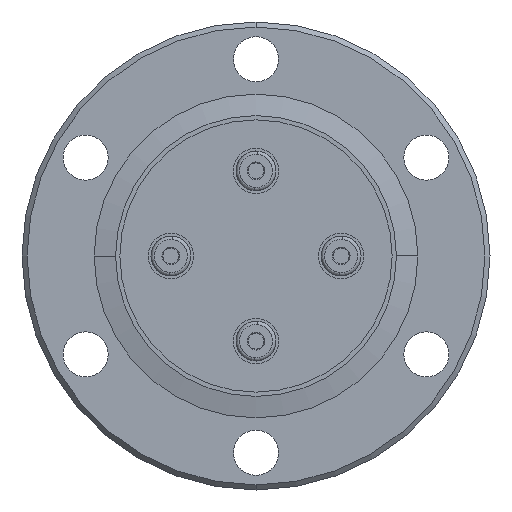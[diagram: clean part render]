
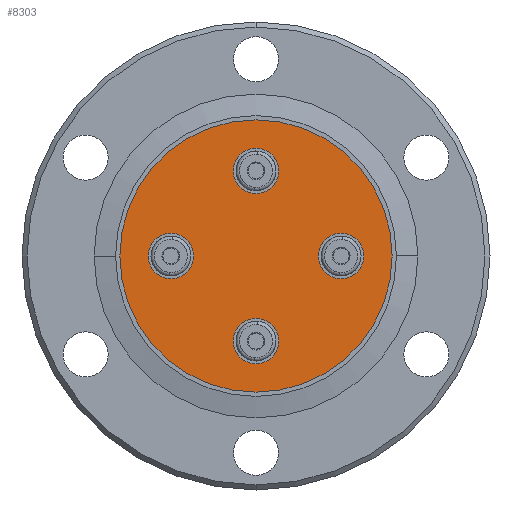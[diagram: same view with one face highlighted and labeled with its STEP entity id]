
A CAD part, front view. The second image highlights one B-rep face of the part: STEP entity #8303.
In plain terms, the highlighted planar face has unit normal (0, -1, 0).
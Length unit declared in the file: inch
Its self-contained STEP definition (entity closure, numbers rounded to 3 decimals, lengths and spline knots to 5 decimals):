
#86 = ORIENTED_EDGE ( 'NONE', *, *, #1141, .T. ) ;
#153 = EDGE_CURVE ( 'NONE', #3691, #8006, #2667, .T. ) ;
#185 = AXIS2_PLACEMENT_3D ( 'NONE', #2511, #8690, #4586 ) ;
#273 = CARTESIAN_POINT ( 'NONE',  ( 0., 1.01312, 0. ) ) ;
#336 = VERTEX_POINT ( 'NONE', #4748 ) ;
#398 = CARTESIAN_POINT ( 'NONE',  ( -0.5, 1.01312, 0. ) ) ;
#453 = DIRECTION ( 'NONE',  ( 0., 1., 0. ) ) ;
#480 = ORIENTED_EDGE ( 'NONE', *, *, #6917, .T. ) ;
#500 = DIRECTION ( 'NONE',  ( 0., 1., 0. ) ) ;
#515 = CIRCLE ( 'NONE', #3334, 0.1335 ) ;
#555 = CARTESIAN_POINT ( 'NONE',  ( 0., 1.01312, -0.5 ) ) ;
#576 = CARTESIAN_POINT ( 'NONE',  ( 0., 1.01312, -0.6335 ) ) ;
#685 = ORIENTED_EDGE ( 'NONE', *, *, #967, .T. ) ;
#694 = CARTESIAN_POINT ( 'NONE',  ( 0., 1.01312, 0.6335 ) ) ;
#741 = VERTEX_POINT ( 'NONE', #576 ) ;
#967 = EDGE_CURVE ( 'NONE', #7336, #4328, #5751, .T. ) ;
#975 = DIRECTION ( 'NONE',  ( 0., 0., -1. ) ) ;
#1098 = AXIS2_PLACEMENT_3D ( 'NONE', #6366, #2257, #7055 ) ;
#1107 = DIRECTION ( 'NONE',  ( 0., 0., -1. ) ) ;
#1141 = EDGE_CURVE ( 'NONE', #8594, #6868, #2653, .T. ) ;
#1249 = DIRECTION ( 'NONE',  ( 0., 0., -1. ) ) ;
#1421 = CARTESIAN_POINT ( 'NONE',  ( 0.5, 1.01312, -0.1335 ) ) ;
#1444 = ORIENTED_EDGE ( 'NONE', *, *, #5598, .T. ) ;
#1519 = CIRCLE ( 'NONE', #4998, 0.1335 ) ;
#1610 = EDGE_CURVE ( 'NONE', #4328, #7336, #6723, .T. ) ;
#2241 = AXIS2_PLACEMENT_3D ( 'NONE', #4587, #453, #5260 ) ;
#2257 = DIRECTION ( 'NONE',  ( 0., -1., 0. ) ) ;
#2308 = EDGE_LOOP ( 'NONE', ( #685, #6469 ) ) ;
#2356 = EDGE_CURVE ( 'NONE', #6868, #8594, #7568, .T. ) ;
#2360 = FACE_OUTER_BOUND ( 'NONE', #2308, .T. ) ;
#2409 = CARTESIAN_POINT ( 'NONE',  ( 0., 1.01312, 0.5 ) ) ;
#2471 = CARTESIAN_POINT ( 'NONE',  ( 0., 1.01312, -0.5 ) ) ;
#2511 = CARTESIAN_POINT ( 'NONE',  ( 0., 1.01312, 0. ) ) ;
#2653 = CIRCLE ( 'NONE', #8014, 0.1335 ) ;
#2667 = CIRCLE ( 'NONE', #7025, 0.1335 ) ;
#2848 = EDGE_CURVE ( 'NONE', #741, #336, #8208, .T. ) ;
#3097 = CARTESIAN_POINT ( 'NONE',  ( -0.5, 1.01312, 0. ) ) ;
#3101 = DIRECTION ( 'NONE',  ( 0., 0., -1. ) ) ;
#3171 = DIRECTION ( 'NONE',  ( 0., 0., -1. ) ) ;
#3201 = PLANE ( 'NONE',  #185 ) ;
#3334 = AXIS2_PLACEMENT_3D ( 'NONE', #3823, #8612, #4497 ) ;
#3691 = VERTEX_POINT ( 'NONE', #694 ) ;
#3725 = CARTESIAN_POINT ( 'NONE',  ( 0., 1.01312, -0.8 ) ) ;
#3785 = DIRECTION ( 'NONE',  ( 0., 0., -1. ) ) ;
#3823 = CARTESIAN_POINT ( 'NONE',  ( 0., 1.01312, 0.5 ) ) ;
#3842 = CARTESIAN_POINT ( 'NONE',  ( -0.5, 1.01312, 0.1335 ) ) ;
#3986 = FACE_BOUND ( 'NONE', #6066, .T. ) ;
#4123 = EDGE_LOOP ( 'NONE', ( #5711, #6863 ) ) ;
#4138 = CARTESIAN_POINT ( 'NONE',  ( 0.5, 1.01312, 0.1335 ) ) ;
#4328 = VERTEX_POINT ( 'NONE', #5636 ) ;
#4336 = EDGE_LOOP ( 'NONE', ( #1444, #7878 ) ) ;
#4396 = FACE_BOUND ( 'NONE', #6480, .T. ) ;
#4497 = DIRECTION ( 'NONE',  ( 0., 0., -1. ) ) ;
#4514 = CIRCLE ( 'NONE', #5993, 0.1335 ) ;
#4586 = DIRECTION ( 'NONE',  ( 0., 0., -1. ) ) ;
#4587 = CARTESIAN_POINT ( 'NONE',  ( 0.5, 1.01312, 0. ) ) ;
#4716 = CARTESIAN_POINT ( 'NONE',  ( 0.5, 1.01312, 0. ) ) ;
#4748 = CARTESIAN_POINT ( 'NONE',  ( 0., 1.01312, -0.3665 ) ) ;
#4882 = VERTEX_POINT ( 'NONE', #1421 ) ;
#4998 = AXIS2_PLACEMENT_3D ( 'NONE', #4716, #500, #5310 ) ;
#5097 = DIRECTION ( 'NONE',  ( 0., -1., 0. ) ) ;
#5189 = AXIS2_PLACEMENT_3D ( 'NONE', #273, #5097, #975 ) ;
#5221 = DIRECTION ( 'NONE',  ( 0., 1., 0. ) ) ;
#5260 = DIRECTION ( 'NONE',  ( 0., 0., -1. ) ) ;
#5285 = VERTEX_POINT ( 'NONE', #4138 ) ;
#5310 = DIRECTION ( 'NONE',  ( 0., 0., -1. ) ) ;
#5355 = DIRECTION ( 'NONE',  ( 0., 1., 0. ) ) ;
#5598 = EDGE_CURVE ( 'NONE', #8006, #3691, #515, .T. ) ;
#5636 = CARTESIAN_POINT ( 'NONE',  ( 0., 1.01312, 0.8 ) ) ;
#5711 = ORIENTED_EDGE ( 'NONE', *, *, #2848, .T. ) ;
#5751 = CIRCLE ( 'NONE', #1098, 0.8 ) ;
#5787 = FACE_BOUND ( 'NONE', #4123, .T. ) ;
#5884 = AXIS2_PLACEMENT_3D ( 'NONE', #3097, #7889, #3785 ) ;
#5993 = AXIS2_PLACEMENT_3D ( 'NONE', #2471, #7272, #3171 ) ;
#6066 = EDGE_LOOP ( 'NONE', ( #86, #6291 ) ) ;
#6291 = ORIENTED_EDGE ( 'NONE', *, *, #2356, .T. ) ;
#6366 = CARTESIAN_POINT ( 'NONE',  ( 0., 1.01312, 0. ) ) ;
#6469 = ORIENTED_EDGE ( 'NONE', *, *, #1610, .T. ) ;
#6480 = EDGE_LOOP ( 'NONE', ( #6645, #480 ) ) ;
#6645 = ORIENTED_EDGE ( 'NONE', *, *, #6972, .T. ) ;
#6723 = CIRCLE ( 'NONE', #5189, 0.8 ) ;
#6863 = ORIENTED_EDGE ( 'NONE', *, *, #7937, .T. ) ;
#6868 = VERTEX_POINT ( 'NONE', #3842 ) ;
#6917 = EDGE_CURVE ( 'NONE', #5285, #4882, #7005, .T. ) ;
#6972 = EDGE_CURVE ( 'NONE', #4882, #5285, #1519, .T. ) ;
#7005 = CIRCLE ( 'NONE', #2241, 0.1335 ) ;
#7025 = AXIS2_PLACEMENT_3D ( 'NONE', #2409, #7196, #3101 ) ;
#7055 = DIRECTION ( 'NONE',  ( 0., 0., -1. ) ) ;
#7196 = DIRECTION ( 'NONE',  ( 0., 1., 0. ) ) ;
#7272 = DIRECTION ( 'NONE',  ( 0., 1., 0. ) ) ;
#7336 = VERTEX_POINT ( 'NONE', #3725 ) ;
#7568 = CIRCLE ( 'NONE', #5884, 0.1335 ) ;
#7808 = CARTESIAN_POINT ( 'NONE',  ( -0.5, 1.01312, -0.1335 ) ) ;
#7834 = FACE_BOUND ( 'NONE', #4336, .T. ) ;
#7878 = ORIENTED_EDGE ( 'NONE', *, *, #153, .T. ) ;
#7889 = DIRECTION ( 'NONE',  ( 0., 1., 0. ) ) ;
#7937 = EDGE_CURVE ( 'NONE', #336, #741, #4514, .T. ) ;
#7995 = CARTESIAN_POINT ( 'NONE',  ( 0., 1.01312, 0.3665 ) ) ;
#8006 = VERTEX_POINT ( 'NONE', #7995 ) ;
#8014 = AXIS2_PLACEMENT_3D ( 'NONE', #398, #5221, #1107 ) ;
#8208 = CIRCLE ( 'NONE', #8322, 0.1335 ) ;
#8303 = ADVANCED_FACE ( 'NONE', ( #5787, #2360, #4396, #7834, #3986 ), #3201, .T. ) ;
#8322 = AXIS2_PLACEMENT_3D ( 'NONE', #555, #5355, #1249 ) ;
#8594 = VERTEX_POINT ( 'NONE', #7808 ) ;
#8612 = DIRECTION ( 'NONE',  ( 0., 1., 0. ) ) ;
#8690 = DIRECTION ( 'NONE',  ( 0., -1., 0. ) ) ;
